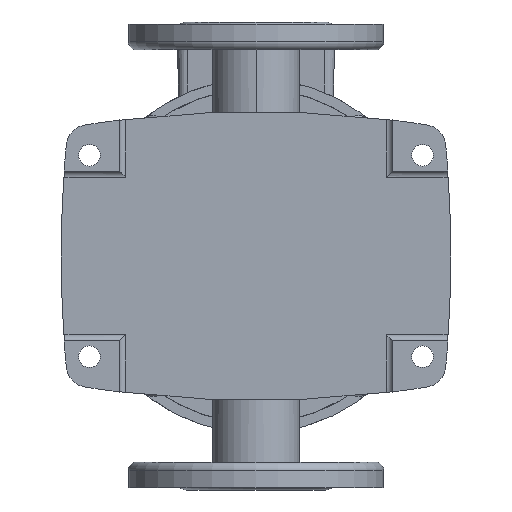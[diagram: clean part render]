
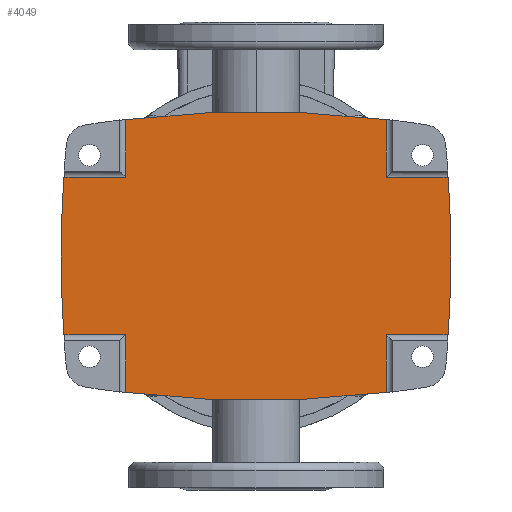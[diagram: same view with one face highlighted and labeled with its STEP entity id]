
A CAD part, front view. The second image highlights one B-rep face of the part: STEP entity #4049.
In plain terms, the highlighted planar face has unit normal (0, -1, 0).
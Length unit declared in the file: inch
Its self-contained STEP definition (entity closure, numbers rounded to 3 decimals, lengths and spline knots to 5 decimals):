
#1225 = VERTEX_POINT ( 'NONE', #5826 ) ;
#1345 = ORIENTED_EDGE ( 'NONE', *, *, #80277, .T. ) ;
#1355 = VERTEX_POINT ( 'NONE', #67825 ) ;
#1442 = VERTEX_POINT ( 'NONE', #7589 ) ;
#1793 = CARTESIAN_POINT ( 'NONE',  ( -1.99928, 0.19685, -6.87992 ) ) ;
#1987 = LINE ( 'NONE', #16742, #66782 ) ;
#2272 = CARTESIAN_POINT ( 'NONE',  ( 3.46496, 0.19685, 3.31346 ) ) ;
#3846 = CARTESIAN_POINT ( 'NONE',  ( -1.99928, 0.19685, -6.87992 ) ) ;
#3877 = ORIENTED_EDGE ( 'NONE', *, *, #52814, .F. ) ;
#4049 = ADVANCED_FACE ( 'NONE', ( #79449 ), #55677, .F. ) ;
#4409 = DIRECTION ( 'NONE',  ( 0., 0., 1. ) ) ;
#4694 = CARTESIAN_POINT ( 'NONE',  ( 0., 0.19685, 23.10236 ) ) ;
#4889 = ORIENTED_EDGE ( 'NONE', *, *, #25374, .F. ) ;
#5826 = CARTESIAN_POINT ( 'NONE',  ( 0., 0.19685, 4.95031 ) ) ;
#7589 = CARTESIAN_POINT ( 'NONE',  ( 1.99928, 0.19685, -4.87898 ) ) ;
#7933 = DIRECTION ( 'NONE',  ( 0., -1., 0. ) ) ;
#9122 = VECTOR ( 'NONE', #15717, 39.37008 ) ;
#9595 = AXIS2_PLACEMENT_3D ( 'NONE', #24652, #11240, #58858 ) ;
#9900 = CARTESIAN_POINT ( 'NONE',  ( 3.46496, 0.19685, -3.31346 ) ) ;
#10748 = ORIENTED_EDGE ( 'NONE', *, *, #48688, .T. ) ;
#11240 = DIRECTION ( 'NONE',  ( 0., -1., 0. ) ) ;
#15501 = DIRECTION ( 'NONE',  ( 0., 1., 0. ) ) ;
#15717 = DIRECTION ( 'NONE',  ( 1., 0., 0. ) ) ;
#16742 = CARTESIAN_POINT ( 'NONE',  ( 1.99928, 0.19685, -6.87992 ) ) ;
#16792 = ORIENTED_EDGE ( 'NONE', *, *, #75590, .T. ) ;
#18688 = CARTESIAN_POINT ( 'NONE',  ( -4.59646, 0.19685, -3.31346 ) ) ;
#18780 = VECTOR ( 'NONE', #25070, 39.37008 ) ;
#19948 = VERTEX_POINT ( 'NONE', #52831 ) ;
#21339 = EDGE_CURVE ( 'NONE', #69660, #68785, #26606, .T. ) ;
#22644 = AXIS2_PLACEMENT_3D ( 'NONE', #84976, #71217, #84380 ) ;
#22878 = VECTOR ( 'NONE', #4409, 39.37008 ) ;
#24652 = CARTESIAN_POINT ( 'NONE',  ( 23.10236, 0.19685, 0. ) ) ;
#24742 = DIRECTION ( 'NONE',  ( 0., 0., 1. ) ) ;
#24853 = CARTESIAN_POINT ( 'NONE',  ( -4.59646, 0.19685, -3.31346 ) ) ;
#25070 = DIRECTION ( 'NONE',  ( 0., 0., 1. ) ) ;
#25374 = EDGE_CURVE ( 'NONE', #86730, #87612, #43160, .T. ) ;
#26606 = CIRCLE ( 'NONE', #54599, 26.77315 ) ;
#28944 = VECTOR ( 'NONE', #72479, 39.37008 ) ;
#29899 = EDGE_CURVE ( 'NONE', #37346, #83531, #29907, .T. ) ;
#29907 = LINE ( 'NONE', #1793, #53241 ) ;
#29994 = LINE ( 'NONE', #18688, #35277 ) ;
#30213 = AXIS2_PLACEMENT_3D ( 'NONE', #83458, #15501, #49996 ) ;
#32583 = DIRECTION ( 'NONE',  ( 0., 1., 0. ) ) ;
#35152 = CIRCLE ( 'NONE', #53978, 28.05268 ) ;
#35277 = VECTOR ( 'NONE', #85503, 39.37008 ) ;
#35491 = CIRCLE ( 'NONE', #22644, 28.05268 ) ;
#37346 = VERTEX_POINT ( 'NONE', #78147 ) ;
#37531 = AXIS2_PLACEMENT_3D ( 'NONE', #88089, #81521, #61796 ) ;
#38129 = DIRECTION ( 'NONE',  ( 0., 1., 0. ) ) ;
#38145 = CIRCLE ( 'NONE', #46642, 28.05268 ) ;
#41955 = ORIENTED_EDGE ( 'NONE', *, *, #51886, .F. ) ;
#43160 = LINE ( 'NONE', #3846, #22878 ) ;
#43205 = CARTESIAN_POINT ( 'NONE',  ( 1.99928, 0.19685, 3.31346 ) ) ;
#46642 = AXIS2_PLACEMENT_3D ( 'NONE', #4694, #38129, #24742 ) ;
#46829 = ORIENTED_EDGE ( 'NONE', *, *, #73591, .T. ) ;
#46900 = VERTEX_POINT ( 'NONE', #47257 ) ;
#47257 = CARTESIAN_POINT ( 'NONE',  ( -3.46496, 0.19685, 3.31346 ) ) ;
#48688 = EDGE_CURVE ( 'NONE', #81867, #1355, #1987, .T. ) ;
#49150 = CARTESIAN_POINT ( 'NONE',  ( -1.99928, 0.19685, -3.31346 ) ) ;
#49864 = CARTESIAN_POINT ( 'NONE',  ( -4.59646, 0.19685, 3.31346 ) ) ;
#49996 = DIRECTION ( 'NONE',  ( 0., 0., 1. ) ) ;
#50018 = ORIENTED_EDGE ( 'NONE', *, *, #52467, .T. ) ;
#50741 = LINE ( 'NONE', #64982, #18780 ) ;
#50979 = VECTOR ( 'NONE', #69857, 39.37008 ) ;
#51886 = EDGE_CURVE ( 'NONE', #81867, #69660, #71276, .T. ) ;
#52467 = EDGE_CURVE ( 'NONE', #46900, #19948, #83034, .T. ) ;
#52693 = EDGE_LOOP ( 'NONE', ( #62222, #70979, #50018, #1345, #4889, #3877, #66434, #16792, #46829, #77336, #41955, #10748, #78641, #65559 ) ) ;
#52814 = EDGE_CURVE ( 'NONE', #86993, #86730, #38145, .T. ) ;
#52831 = CARTESIAN_POINT ( 'NONE',  ( -3.46496, 0.19685, -3.31346 ) ) ;
#53241 = VECTOR ( 'NONE', #76916, 39.37008 ) ;
#53978 = AXIS2_PLACEMENT_3D ( 'NONE', #69332, #7933, #62172 ) ;
#54499 = CARTESIAN_POINT ( 'NONE',  ( 1.99928, 0.19685, -3.31346 ) ) ;
#54599 = AXIS2_PLACEMENT_3D ( 'NONE', #80548, #32583, #59079 ) ;
#54807 = VERTEX_POINT ( 'NONE', #54499 ) ;
#55677 = PLANE ( 'NONE',  #30213 ) ;
#55797 = CARTESIAN_POINT ( 'NONE',  ( 0., 0.19685, -4.95031 ) ) ;
#56775 = CARTESIAN_POINT ( 'NONE',  ( -4.59646, 0.19685, 3.31346 ) ) ;
#57069 = LINE ( 'NONE', #56775, #9122 ) ;
#58858 = DIRECTION ( 'NONE',  ( 0., 0., 1. ) ) ;
#59079 = DIRECTION ( 'NONE',  ( 0., 0., 1. ) ) ;
#60875 = LINE ( 'NONE', #24853, #28944 ) ;
#61796 = DIRECTION ( 'NONE',  ( 0., 0., 1. ) ) ;
#62172 = DIRECTION ( 'NONE',  ( 0., 0., 1. ) ) ;
#62222 = ORIENTED_EDGE ( 'NONE', *, *, #29899, .F. ) ;
#63504 = DIRECTION ( 'NONE',  ( 0., 0., 1. ) ) ;
#64780 = EDGE_CURVE ( 'NONE', #1225, #83531, #35152, .T. ) ;
#64982 = CARTESIAN_POINT ( 'NONE',  ( 1.99928, 0.19685, -6.87992 ) ) ;
#65559 = ORIENTED_EDGE ( 'NONE', *, *, #64780, .T. ) ;
#65986 = CARTESIAN_POINT ( 'NONE',  ( -1.99928, 0.19685, -4.87898 ) ) ;
#66434 = ORIENTED_EDGE ( 'NONE', *, *, #72528, .F. ) ;
#66782 = VECTOR ( 'NONE', #63504, 39.37008 ) ;
#67825 = CARTESIAN_POINT ( 'NONE',  ( 1.99928, 0.19685, 4.87898 ) ) ;
#68475 = CIRCLE ( 'NONE', #37531, 28.05268 ) ;
#68785 = VERTEX_POINT ( 'NONE', #9900 ) ;
#69332 = CARTESIAN_POINT ( 'NONE',  ( 0., 0.19685, -23.10236 ) ) ;
#69660 = VERTEX_POINT ( 'NONE', #2272 ) ;
#69724 = EDGE_CURVE ( 'NONE', #46900, #37346, #57069, .T. ) ;
#69763 = CARTESIAN_POINT ( 'NONE',  ( -1.99928, 0.19685, 4.87898 ) ) ;
#69857 = DIRECTION ( 'NONE',  ( 1., 0., 0. ) ) ;
#70979 = ORIENTED_EDGE ( 'NONE', *, *, #69724, .F. ) ;
#71217 = DIRECTION ( 'NONE',  ( 0., -1., 0. ) ) ;
#71276 = LINE ( 'NONE', #49864, #50979 ) ;
#71779 = EDGE_CURVE ( 'NONE', #1355, #1225, #35491, .T. ) ;
#72479 = DIRECTION ( 'NONE',  ( 1., 0., 0. ) ) ;
#72528 = EDGE_CURVE ( 'NONE', #1442, #86993, #68475, .T. ) ;
#73591 = EDGE_CURVE ( 'NONE', #54807, #68785, #60875, .T. ) ;
#75590 = EDGE_CURVE ( 'NONE', #1442, #54807, #50741, .T. ) ;
#76916 = DIRECTION ( 'NONE',  ( 0., 0., 1. ) ) ;
#77336 = ORIENTED_EDGE ( 'NONE', *, *, #21339, .F. ) ;
#78147 = CARTESIAN_POINT ( 'NONE',  ( -1.99928, 0.19685, 3.31346 ) ) ;
#78641 = ORIENTED_EDGE ( 'NONE', *, *, #71779, .T. ) ;
#79449 = FACE_OUTER_BOUND ( 'NONE', #52693, .T. ) ;
#80277 = EDGE_CURVE ( 'NONE', #19948, #87612, #29994, .T. ) ;
#80548 = CARTESIAN_POINT ( 'NONE',  ( -23.10236, 0.19685, 0. ) ) ;
#81521 = DIRECTION ( 'NONE',  ( 0., 1., 0. ) ) ;
#81867 = VERTEX_POINT ( 'NONE', #43205 ) ;
#83034 = CIRCLE ( 'NONE', #9595, 26.77315 ) ;
#83458 = CARTESIAN_POINT ( 'NONE',  ( -1.99928, 0.19685, -6.87992 ) ) ;
#83531 = VERTEX_POINT ( 'NONE', #69763 ) ;
#84380 = DIRECTION ( 'NONE',  ( 0., 0., 1. ) ) ;
#84976 = CARTESIAN_POINT ( 'NONE',  ( 0., 0.19685, -23.10236 ) ) ;
#85503 = DIRECTION ( 'NONE',  ( 1., 0., 0. ) ) ;
#86730 = VERTEX_POINT ( 'NONE', #65986 ) ;
#86993 = VERTEX_POINT ( 'NONE', #55797 ) ;
#87612 = VERTEX_POINT ( 'NONE', #49150 ) ;
#88089 = CARTESIAN_POINT ( 'NONE',  ( 0., 0.19685, 23.10236 ) ) ;
